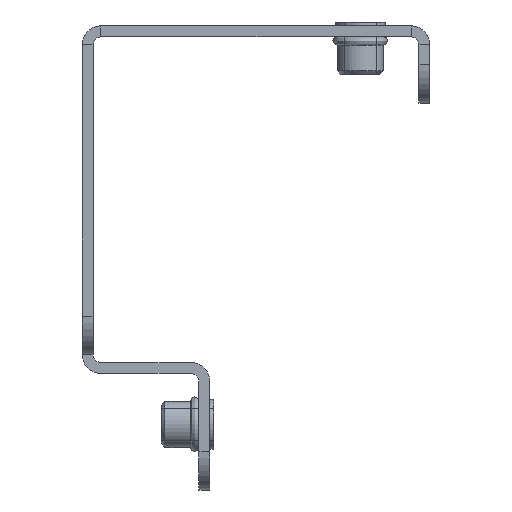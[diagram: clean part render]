
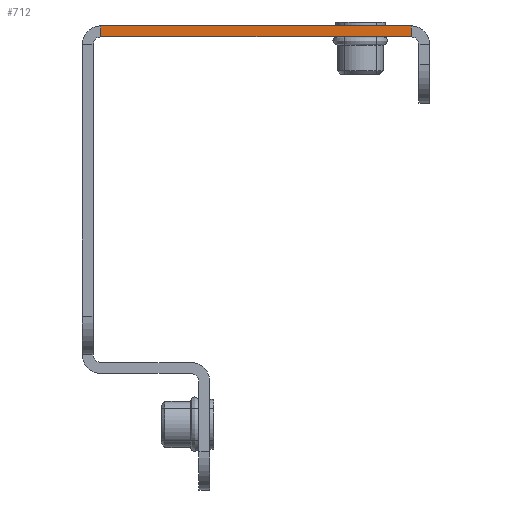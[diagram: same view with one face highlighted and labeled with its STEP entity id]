
A CAD part, front view. The second image highlights one B-rep face of the part: STEP entity #712.
In plain terms, the highlighted planar face has unit normal (0, -1, 0).
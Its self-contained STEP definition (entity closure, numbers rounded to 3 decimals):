
#470 = VERTEX_POINT ( 'NONE', #5904 ) ;
#586 = VERTEX_POINT ( 'NONE', #5873 ) ;
#712 = ADVANCED_FACE ( 'NONE', ( #2703 ), #4651, .T. ) ;
#805 = DIRECTION ( 'NONE',  ( 0., 0., -1. ) ) ;
#1025 = LINE ( 'NONE', #1366, #5503 ) ;
#1049 = LINE ( 'NONE', #4710, #3728 ) ;
#1052 = EDGE_CURVE ( 'NONE', #586, #5417, #1025, .T. ) ;
#1218 = DIRECTION ( 'NONE',  ( 0., -1., 0. ) ) ;
#1242 = CARTESIAN_POINT ( 'NONE',  ( -42.6, -675., 22.5 ) ) ;
#1366 = CARTESIAN_POINT ( 'NONE',  ( -45., -675., 22.5 ) ) ;
#1714 = CARTESIAN_POINT ( 'NONE',  ( -2.4, -675., 21.1 ) ) ;
#2057 = ORIENTED_EDGE ( 'NONE', *, *, #5621, .F. ) ;
#2500 = DIRECTION ( 'NONE',  ( -1., 0., 0. ) ) ;
#2638 = VECTOR ( 'NONE', #5915, 1000. ) ;
#2703 = FACE_OUTER_BOUND ( 'NONE', #4466, .T. ) ;
#2801 = VECTOR ( 'NONE', #4627, 1000. ) ;
#3208 = CARTESIAN_POINT ( 'NONE',  ( -43.6, -675., 20.1 ) ) ;
#3259 = ORIENTED_EDGE ( 'NONE', *, *, #1052, .T. ) ;
#3265 = DIRECTION ( 'NONE',  ( -1., 0., 0. ) ) ;
#3519 = CARTESIAN_POINT ( 'NONE',  ( -42.6, -675., 22.5 ) ) ;
#3601 = VERTEX_POINT ( 'NONE', #5418 ) ;
#3728 = VECTOR ( 'NONE', #2500, 1000. ) ;
#4224 = EDGE_CURVE ( 'NONE', #5417, #3601, #4452, .T. ) ;
#4452 = LINE ( 'NONE', #3519, #2638 ) ;
#4466 = EDGE_LOOP ( 'NONE', ( #2057, #5487, #3259, #5355 ) ) ;
#4627 = DIRECTION ( 'NONE',  ( 0., 0., 1. ) ) ;
#4651 = PLANE ( 'NONE',  #4659 ) ;
#4659 = AXIS2_PLACEMENT_3D ( 'NONE', #3208, #1218, #805 ) ;
#4710 = CARTESIAN_POINT ( 'NONE',  ( -45., -675., 21.1 ) ) ;
#4998 = EDGE_CURVE ( 'NONE', #470, #586, #5073, .T. ) ;
#5073 = LINE ( 'NONE', #1714, #2801 ) ;
#5355 = ORIENTED_EDGE ( 'NONE', *, *, #4224, .T. ) ;
#5417 = VERTEX_POINT ( 'NONE', #1242 ) ;
#5418 = CARTESIAN_POINT ( 'NONE',  ( -42.6, -675., 21.1 ) ) ;
#5487 = ORIENTED_EDGE ( 'NONE', *, *, #4998, .T. ) ;
#5503 = VECTOR ( 'NONE', #3265, 1000. ) ;
#5621 = EDGE_CURVE ( 'NONE', #470, #3601, #1049, .T. ) ;
#5873 = CARTESIAN_POINT ( 'NONE',  ( -2.4, -675., 22.5 ) ) ;
#5904 = CARTESIAN_POINT ( 'NONE',  ( -2.4, -675., 21.1 ) ) ;
#5915 = DIRECTION ( 'NONE',  ( 0., 0., -1. ) ) ;
